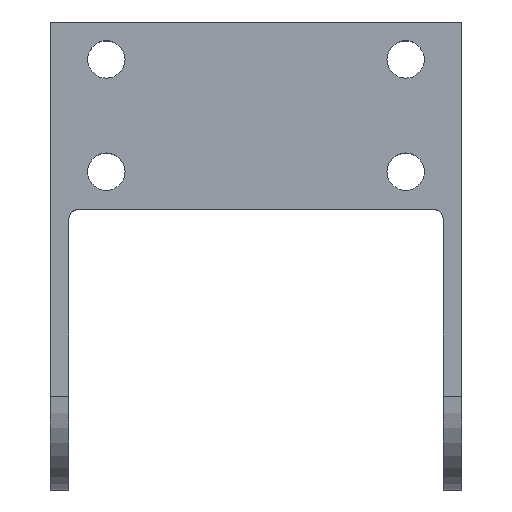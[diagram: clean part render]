
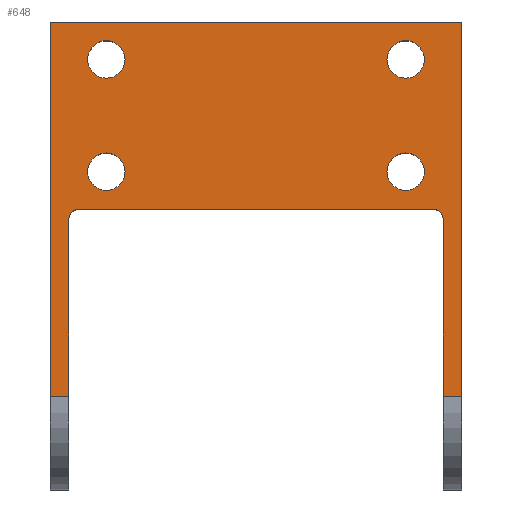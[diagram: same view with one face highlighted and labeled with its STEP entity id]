
A CAD part, top view. The second image highlights one B-rep face of the part: STEP entity #648.
In plain terms, the highlighted planar face has unit normal (0, 0, 1).
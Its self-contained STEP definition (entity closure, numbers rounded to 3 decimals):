
#30=FACE_BOUND('',#124,.T.);
#31=FACE_BOUND('',#125,.T.);
#32=FACE_BOUND('',#126,.T.);
#33=FACE_BOUND('',#127,.T.);
#44=PLANE('',#729);
#77=FACE_OUTER_BOUND('',#123,.T.);
#123=EDGE_LOOP('',(#557,#558,#559,#560,#561,#562,#563,#564,#565,#566));
#124=EDGE_LOOP('',(#567));
#125=EDGE_LOOP('',(#568));
#126=EDGE_LOOP('',(#569));
#127=EDGE_LOOP('',(#570));
#135=LINE('',#937,#187);
#147=LINE('',#991,#199);
#160=LINE('',#1050,#212);
#169=LINE('',#1074,#221);
#172=LINE('',#1080,#224);
#173=LINE('',#1083,#225);
#182=LINE('',#1099,#234);
#183=LINE('',#1100,#235);
#187=VECTOR('',#745,1.);
#199=VECTOR('',#801,1.);
#212=VECTOR('',#862,1.);
#221=VECTOR('',#887,1.);
#224=VECTOR('',#892,1.);
#225=VECTOR('',#895,1.);
#234=VECTOR('',#912,1.);
#235=VECTOR('',#913,1.);
#258=CIRCLE('',#701,10.);
#260=CIRCLE('',#704,10.);
#262=CIRCLE('',#707,10.);
#264=CIRCLE('',#710,10.);
#266=CIRCLE('',#714,5.);
#267=CIRCLE('',#718,5.);
#272=VERTEX_POINT('',#930);
#275=VERTEX_POINT('',#935);
#292=VERTEX_POINT('',#984);
#295=VERTEX_POINT('',#989);
#304=VERTEX_POINT('',#1013);
#306=VERTEX_POINT('',#1019);
#308=VERTEX_POINT('',#1025);
#310=VERTEX_POINT('',#1031);
#314=VERTEX_POINT('',#1040);
#315=VERTEX_POINT('',#1042);
#317=VERTEX_POINT('',#1048);
#319=VERTEX_POINT('',#1054);
#326=VERTEX_POINT('',#1078);
#327=VERTEX_POINT('',#1082);
#335=EDGE_CURVE('',#275,#272,#135,.T.);
#361=EDGE_CURVE('',#295,#292,#147,.T.);
#372=EDGE_CURVE('',#304,#304,#258,.T.);
#375=EDGE_CURVE('',#306,#306,#260,.T.);
#378=EDGE_CURVE('',#308,#308,#262,.T.);
#381=EDGE_CURVE('',#310,#310,#264,.T.);
#386=EDGE_CURVE('',#314,#315,#266,.T.);
#390=EDGE_CURVE('',#317,#314,#160,.T.);
#393=EDGE_CURVE('',#319,#317,#267,.T.);
#403=EDGE_CURVE('',#315,#295,#169,.T.);
#406=EDGE_CURVE('',#326,#275,#172,.T.);
#407=EDGE_CURVE('',#327,#292,#173,.T.);
#416=EDGE_CURVE('',#326,#327,#182,.T.);
#417=EDGE_CURVE('',#272,#319,#183,.T.);
#557=ORIENTED_EDGE('',*,*,#335,.F.);
#558=ORIENTED_EDGE('',*,*,#406,.F.);
#559=ORIENTED_EDGE('',*,*,#416,.T.);
#560=ORIENTED_EDGE('',*,*,#407,.T.);
#561=ORIENTED_EDGE('',*,*,#361,.F.);
#562=ORIENTED_EDGE('',*,*,#403,.F.);
#563=ORIENTED_EDGE('',*,*,#386,.F.);
#564=ORIENTED_EDGE('',*,*,#390,.F.);
#565=ORIENTED_EDGE('',*,*,#393,.F.);
#566=ORIENTED_EDGE('',*,*,#417,.F.);
#567=ORIENTED_EDGE('',*,*,#372,.F.);
#568=ORIENTED_EDGE('',*,*,#375,.F.);
#569=ORIENTED_EDGE('',*,*,#378,.F.);
#570=ORIENTED_EDGE('',*,*,#381,.F.);
#648=ADVANCED_FACE('',(#77,#30,#31,#32,#33),#44,.T.);
#701=AXIS2_PLACEMENT_3D('',#1014,#824,#825);
#704=AXIS2_PLACEMENT_3D('',#1020,#831,#832);
#707=AXIS2_PLACEMENT_3D('',#1026,#838,#839);
#710=AXIS2_PLACEMENT_3D('',#1032,#845,#846);
#714=AXIS2_PLACEMENT_3D('',#1043,#855,#856);
#718=AXIS2_PLACEMENT_3D('',#1056,#868,#869);
#729=AXIS2_PLACEMENT_3D('',#1098,#910,#911);
#745=DIRECTION('',(-1.,0.,0.));
#801=DIRECTION('',(-1.,0.,0.));
#824=DIRECTION('center_axis',(0.,0.,
1.));
#825=DIRECTION('ref_axis',(0.,1.,0.));
#831=DIRECTION('center_axis',(0.,0.,
1.));
#832=DIRECTION('ref_axis',(0.,1.,0.));
#838=DIRECTION('center_axis',(0.,0.,
1.));
#839=DIRECTION('ref_axis',(0.,1.,0.));
#845=DIRECTION('center_axis',(0.,0.,
1.));
#846=DIRECTION('ref_axis',(0.,1.,0.));
#855=DIRECTION('center_axis',(0.,0.,
1.));
#856=DIRECTION('ref_axis',(-1.,0.,0.));
#862=DIRECTION('',(-1.,0.,0.));
#868=DIRECTION('center_axis',(0.,0.,
1.));
#869=DIRECTION('ref_axis',(0.,1.,0.));
#887=DIRECTION('',(0.,-1.,0.));
#892=DIRECTION('',(0.,-1.,0.));
#895=DIRECTION('',(0.,-1.,0.));
#910=DIRECTION('center_axis',(0.,0.,
1.));
#911=DIRECTION('ref_axis',(-1.,0.,0.));
#912=DIRECTION('',(-1.,0.,0.));
#913=DIRECTION('',(0.,1.,0.));
#930=CARTESIAN_POINT('',(210.,-200.,100.));
#935=CARTESIAN_POINT('',(220.,-200.,100.));
#937=CARTESIAN_POINT('',(220.,-200.,100.));
#984=CARTESIAN_POINT('',(0.,-200.,100.));
#989=CARTESIAN_POINT('',(10.,-200.,100.));
#991=CARTESIAN_POINT('',(220.,-200.,100.));
#1013=CARTESIAN_POINT('',(190.,-90.,100.));
#1014=CARTESIAN_POINT('Origin',(190.,-80.,100.));
#1019=CARTESIAN_POINT('',(30.,-30.,100.));
#1020=CARTESIAN_POINT('Origin',(30.,-20.,100.));
#1025=CARTESIAN_POINT('',(30.,-90.,100.));
#1026=CARTESIAN_POINT('Origin',(30.,-80.,100.));
#1031=CARTESIAN_POINT('',(190.,-30.,100.));
#1032=CARTESIAN_POINT('Origin',(190.,-20.,100.));
#1040=CARTESIAN_POINT('',(15.,-100.,100.));
#1042=CARTESIAN_POINT('',(10.,-105.,100.));
#1043=CARTESIAN_POINT('Origin',(15.,-105.,100.));
#1048=CARTESIAN_POINT('',(205.,-100.,100.));
#1050=CARTESIAN_POINT('',(212.5,-100.,100.));
#1054=CARTESIAN_POINT('',(210.,-105.,100.));
#1056=CARTESIAN_POINT('Origin',(205.,-105.,100.));
#1074=CARTESIAN_POINT('',(10.,-52.5,100.));
#1078=CARTESIAN_POINT('',(220.,0.,100.));
#1080=CARTESIAN_POINT('',(220.,0.,100.));
#1082=CARTESIAN_POINT('',(0.,0.,100.));
#1083=CARTESIAN_POINT('',(0.,0.,100.));
#1098=CARTESIAN_POINT('Origin',(220.,0.,100.));
#1099=CARTESIAN_POINT('',(220.,0.,100.));
#1100=CARTESIAN_POINT('',(210.,-125.,100.));
